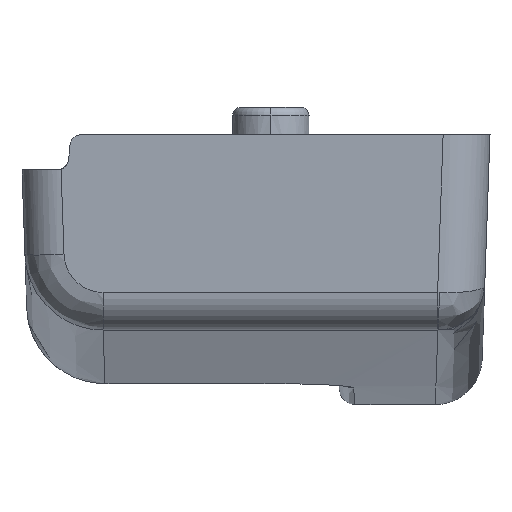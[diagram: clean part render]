
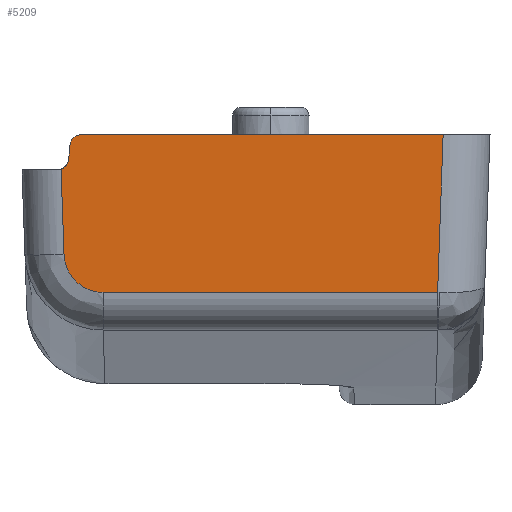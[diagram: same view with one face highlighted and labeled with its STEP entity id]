
A CAD part, left-side view. The second image highlights one B-rep face of the part: STEP entity #5209.
In plain terms, the highlighted planar face has unit normal (-0.999, 0, -0.035).
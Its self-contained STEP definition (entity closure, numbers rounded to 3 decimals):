
#129 = LINE ( 'NONE', #4295, #11141 ) ;
#184 = CARTESIAN_POINT ( 'NONE',  ( -111.233, -2.766, -5.401 ) ) ;
#218 = CARTESIAN_POINT ( 'NONE',  ( -111.169, -3.639, -7.232 ) ) ;
#234 = DIRECTION ( 'NONE',  ( -0.035, -0.035, 0.999 ) ) ;
#634 = DIRECTION ( 'NONE',  ( 0.035, -0.035, -0.999 ) ) ;
#702 = VERTEX_POINT ( 'NONE', #4590 ) ;
#803 = EDGE_CURVE ( 'NONE', #11101, #9640, #8510, .T. ) ;
#824 = VECTOR ( 'NONE', #8388, 1000. ) ;
#1005 = LINE ( 'NONE', #1494, #10454 ) ;
#1139 = CARTESIAN_POINT ( 'NONE',  ( -111.159, -4.032, -7.509 ) ) ;
#1462 = VECTOR ( 'NONE', #234, 1000. ) ;
#1494 = CARTESIAN_POINT ( 'NONE',  ( -111.148, 0., -7.831 ) ) ;
#1848 = EDGE_CURVE ( 'NONE', #702, #9640, #10346, .T. ) ;
#2044 = CARTESIAN_POINT ( 'NONE',  ( -111.15, -4.619, -7.766 ) ) ;
#2111 = CARTESIAN_POINT ( 'NONE',  ( -111.148, -26.65, -7.831 ) ) ;
#2213 = CARTESIAN_POINT ( 'NONE',  ( -111.427, -2.854, 0.152 ) ) ;
#2434 = B_SPLINE_CURVE_WITH_KNOTS ( 'NONE', 3,
 ( #184, #5639, #2911, #9367, #3844, #10266, #4756, #11181, #5683, #218, #6619, #1139, #7561, #2044, #8483, #2952 ),
 .UNSPECIFIED., .F., .F.,
 ( 4, 2, 2, 2, 2, 2, 2, 4 ),
 ( 0., 0., 0.001, 0.001, 0.002, 0.002, 0.003, 0.004 ),
 .UNSPECIFIED. ) ;
#2559 = ORIENTED_EDGE ( 'NONE', *, *, #9551, .T. ) ;
#2865 = CARTESIAN_POINT ( 'NONE',  ( -111.49, -3.173, 1.973 ) ) ;
#2898 = EDGE_CURVE ( 'NONE', #5323, #6601, #6409, .T. ) ;
#2911 = CARTESIAN_POINT ( 'NONE',  ( -111.222, -2.792, -5.721 ) ) ;
#2952 = CARTESIAN_POINT ( 'NONE',  ( -111.148, -5.265, -7.831 ) ) ;
#3104 = ORIENTED_EDGE ( 'NONE', *, *, #5659, .T. ) ;
#3583 = CARTESIAN_POINT ( 'NONE',  ( -111.5, -27.002, 2.25 ) ) ;
#3677 = FACE_OUTER_BOUND ( 'NONE', #8126, .T. ) ;
#3701 = EDGE_CURVE ( 'NONE', #7662, #11101, #1005, .T. ) ;
#3844 = CARTESIAN_POINT ( 'NONE',  ( -111.205, -2.914, -6.187 ) ) ;
#4295 = CARTESIAN_POINT ( 'NONE',  ( -111.244, -2.755, -5.091 ) ) ;
#4408 = CARTESIAN_POINT ( 'NONE',  ( -111.476, -3.137, 1.565 ) ) ;
#4590 = CARTESIAN_POINT ( 'NONE',  ( -111.5, -3.884, 2.25 ) ) ;
#4756 = CARTESIAN_POINT ( 'NONE',  ( -111.19, -3.122, -6.62 ) ) ;
#4774 = CARTESIAN_POINT ( 'NONE',  ( -111.467, -26.969, 1.309 ) ) ;
#4776 = ORIENTED_EDGE ( 'NONE', *, *, #3701, .T. ) ;
#4868 = ORIENTED_EDGE ( 'NONE', *, *, #1848, .F. ) ;
#5018 = CARTESIAN_POINT ( 'NONE',  ( -111.435, -3.034, 0.388 ) ) ;
#5024 = ORIENTED_EDGE ( 'NONE', *, *, #5822, .T. ) ;
#5209 = ADVANCED_FACE ( 'NONE', ( #3677 ), #9076, .T. ) ;
#5259 = VERTEX_POINT ( 'NONE', #8281 ) ;
#5323 = VERTEX_POINT ( 'NONE', #6527 ) ;
#5639 = CARTESIAN_POINT ( 'NONE',  ( -111.227, -2.771, -5.563 ) ) ;
#5659 = EDGE_CURVE ( 'NONE', #702, #7109, #6829, .T. ) ;
#5683 = CARTESIAN_POINT ( 'NONE',  ( -111.177, -3.41, -7.008 ) ) ;
#5822 = EDGE_CURVE ( 'NONE', #7109, #5323, #10290, .T. ) ;
#5945 = CARTESIAN_POINT ( 'NONE',  ( -111.445, -3.06, 0.685 ) ) ;
#6231 = CARTESIAN_POINT ( 'NONE',  ( -111.5, -3.884, 2.25 ) ) ;
#6328 = DIRECTION ( 'NONE',  ( -0.035, 0., 0.999 ) ) ;
#6409 =( BOUNDED_CURVE ( )  B_SPLINE_CURVE ( 3, ( #5945, #5018, #2213, #6877 ),
 .UNSPECIFIED., .F., .T. ) 
 B_SPLINE_CURVE_WITH_KNOTS ( ( 4, 4 ),
 ( 1.658, 2.784 ),
 .UNSPECIFIED. ) 
 CURVE ( )  GEOMETRIC_REPRESENTATION_ITEM ( )  RATIONAL_B_SPLINE_CURVE ( ( 1., 0.897, 0.897, 1. ) ) 
 REPRESENTATION_ITEM ( '' )  );
#6527 = CARTESIAN_POINT ( 'NONE',  ( -111.445, -3.06, 0.685 ) ) ;
#6601 = VERTEX_POINT ( 'NONE', #10192 ) ;
#6619 = CARTESIAN_POINT ( 'NONE',  ( -111.165, -3.763, -7.332 ) ) ;
#6634 = EDGE_CURVE ( 'NONE', #5259, #7662, #2434, .T. ) ;
#6765 = ORIENTED_EDGE ( 'NONE', *, *, #2898, .T. ) ;
#6829 =( BOUNDED_CURVE ( )  B_SPLINE_CURVE ( 3, ( #6231, #11706, #9931, #4408 ),
 .UNSPECIFIED., .F., .T. ) 
 B_SPLINE_CURVE_WITH_KNOTS ( ( 4, 4 ),
 ( 0., 1.484 ),
 .UNSPECIFIED. ) 
 CURVE ( )  GEOMETRIC_REPRESENTATION_ITEM ( )  RATIONAL_B_SPLINE_CURVE ( ( 1., 0.825, 0.825, 1. ) ) 
 REPRESENTATION_ITEM ( '' )  );
#6877 = CARTESIAN_POINT ( 'NONE',  ( -111.423, -2.575, 0.047 ) ) ;
#6947 = ORIENTED_EDGE ( 'NONE', *, *, #6634, .T. ) ;
#7103 = CARTESIAN_POINT ( 'NONE',  ( -111.148, -5.265, -7.831 ) ) ;
#7109 = VERTEX_POINT ( 'NONE', #9506 ) ;
#7561 = CARTESIAN_POINT ( 'NONE',  ( -111.157, -4.176, -7.585 ) ) ;
#7662 = VERTEX_POINT ( 'NONE', #7103 ) ;
#7912 = VECTOR ( 'NONE', #11274, 1000. ) ;
#8126 = EDGE_LOOP ( 'NONE', ( #4868, #3104, #5024, #6765, #2559, #6947, #4776, #9299 ) ) ;
#8281 = CARTESIAN_POINT ( 'NONE',  ( -111.233, -2.766, -5.401 ) ) ;
#8388 = DIRECTION ( 'NONE',  ( 0.035, 0.087, -0.996 ) ) ;
#8483 = CARTESIAN_POINT ( 'NONE',  ( -111.148, -4.941, -7.831 ) ) ;
#8504 = CARTESIAN_POINT ( 'NONE',  ( -111.5, 0., 2.25 ) ) ;
#8510 = LINE ( 'NONE', #4774, #1462 ) ;
#9076 = PLANE ( 'NONE',  #9513 ) ;
#9299 = ORIENTED_EDGE ( 'NONE', *, *, #803, .T. ) ;
#9367 = CARTESIAN_POINT ( 'NONE',  ( -111.211, -2.863, -6.033 ) ) ;
#9506 = CARTESIAN_POINT ( 'NONE',  ( -111.476, -3.137, 1.565 ) ) ;
#9513 = AXIS2_PLACEMENT_3D ( 'NONE', #10915, #11809, #6328 ) ;
#9551 = EDGE_CURVE ( 'NONE', #6601, #5259, #129, .T. ) ;
#9640 = VERTEX_POINT ( 'NONE', #3583 ) ;
#9931 = CARTESIAN_POINT ( 'NONE',  ( -111.49, -3.173, 1.973 ) ) ;
#10192 = CARTESIAN_POINT ( 'NONE',  ( -111.423, -2.575, 0.047 ) ) ;
#10266 = CARTESIAN_POINT ( 'NONE',  ( -111.195, -3.044, -6.481 ) ) ;
#10290 = LINE ( 'NONE', #2865, #824 ) ;
#10346 = LINE ( 'NONE', #8504, #7912 ) ;
#10454 = VECTOR ( 'NONE', #11573, 1000. ) ;
#10915 = CARTESIAN_POINT ( 'NONE',  ( -111.5, 0., 2.25 ) ) ;
#11101 = VERTEX_POINT ( 'NONE', #2111 ) ;
#11141 = VECTOR ( 'NONE', #634, 1000. ) ;
#11181 = CARTESIAN_POINT ( 'NONE',  ( -111.181, -3.304, -6.883 ) ) ;
#11274 = DIRECTION ( 'NONE',  ( 0., -1., 0. ) ) ;
#11573 = DIRECTION ( 'NONE',  ( 0., -1., 0. ) ) ;
#11706 = CARTESIAN_POINT ( 'NONE',  ( -111.5, -3.475, 2.25 ) ) ;
#11809 = DIRECTION ( 'NONE',  ( -0.999, 0., -0.035 ) ) ;
